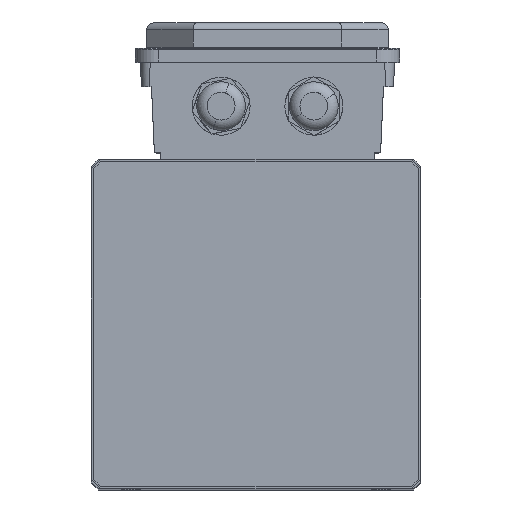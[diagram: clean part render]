
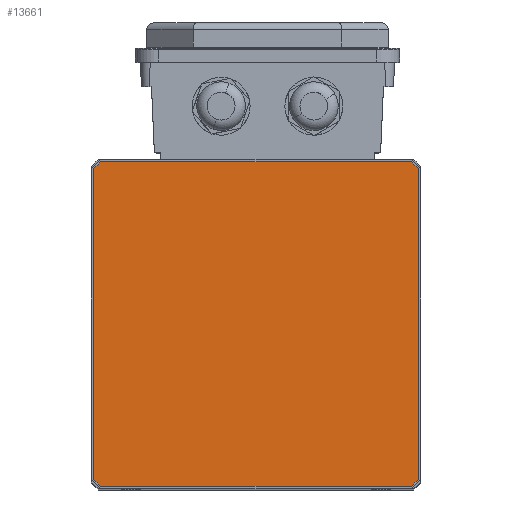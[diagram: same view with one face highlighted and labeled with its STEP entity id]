
A CAD part, top view. The second image highlights one B-rep face of the part: STEP entity #13661.
In plain terms, the highlighted face is planar.
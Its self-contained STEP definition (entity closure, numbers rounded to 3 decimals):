
#477 = VERTEX_POINT ( 'NONE', #6832 ) ;
#573 = DIRECTION ( 'NONE',  ( -0.707, -0.707, 0. ) ) ;
#656 = ORIENTED_EDGE ( 'NONE', *, *, #1082, .T. ) ;
#1082 = EDGE_CURVE ( 'NONE', #6705, #16028, #2002, .T. ) ;
#1277 = FACE_OUTER_BOUND ( 'NONE', #20422, .T. ) ;
#1298 = VECTOR ( 'NONE', #7059, 1000. ) ;
#1756 = CARTESIAN_POINT ( 'NONE',  ( -70., -70., -8. ) ) ;
#1761 = ORIENTED_EDGE ( 'NONE', *, *, #7766, .T. ) ;
#2002 = LINE ( 'NONE', #1756, #16163 ) ;
#2300 = VERTEX_POINT ( 'NONE', #18154 ) ;
#2691 = DIRECTION ( 'NONE',  ( 1., 0., 0. ) ) ;
#2744 = LINE ( 'NONE', #18608, #5995 ) ;
#3050 = DIRECTION ( 'NONE',  ( 0.707, 0.707, 0. ) ) ;
#4227 = DIRECTION ( 'NONE',  ( -1., 0., 0. ) ) ;
#4405 = DIRECTION ( 'NONE',  ( -0.707, 0.707, 0. ) ) ;
#4443 = ORIENTED_EDGE ( 'NONE', *, *, #17556, .T. ) ;
#5628 = VECTOR ( 'NONE', #2691, 1000. ) ;
#5995 = VECTOR ( 'NONE', #20699, 1000. ) ;
#6705 = VERTEX_POINT ( 'NONE', #13646 ) ;
#6832 = CARTESIAN_POINT ( 'NONE',  ( -67., 70., -8. ) ) ;
#6982 = EDGE_CURVE ( 'NONE', #11897, #8106, #2744, .T. ) ;
#7059 = DIRECTION ( 'NONE',  ( 0., -1., 0. ) ) ;
#7766 = EDGE_CURVE ( 'NONE', #477, #11897, #25719, .T. ) ;
#8106 = VERTEX_POINT ( 'NONE', #22825 ) ;
#8490 = DIRECTION ( 'NONE',  ( 1., 0., 0. ) ) ;
#9138 = CARTESIAN_POINT ( 'NONE',  ( 70., -70., -8. ) ) ;
#9381 = VERTEX_POINT ( 'NONE', #16649 ) ;
#9902 = VECTOR ( 'NONE', #3050, 1000. ) ;
#11152 = CARTESIAN_POINT ( 'NONE',  ( 67., -70., -8. ) ) ;
#11162 = CARTESIAN_POINT ( 'NONE',  ( 70., 70., -8. ) ) ;
#11251 = CARTESIAN_POINT ( 'NONE',  ( -70., 67., -8. ) ) ;
#11897 = VERTEX_POINT ( 'NONE', #17389 ) ;
#11907 = EDGE_CURVE ( 'NONE', #16028, #477, #15356, .T. ) ;
#12497 = AXIS2_PLACEMENT_3D ( 'NONE', #16890, #21099, #8490 ) ;
#12590 = PLANE ( 'NONE',  #12497 ) ;
#12599 = LINE ( 'NONE', #9138, #1298 ) ;
#12965 = CARTESIAN_POINT ( 'NONE',  ( -70., -67., -8. ) ) ;
#13078 = ORIENTED_EDGE ( 'NONE', *, *, #6982, .T. ) ;
#13291 = EDGE_CURVE ( 'NONE', #8106, #9381, #12599, .T. ) ;
#13646 = CARTESIAN_POINT ( 'NONE',  ( -70., -67., -8. ) ) ;
#13661 = ADVANCED_FACE ( 'NONE', ( #1277 ), #12590, .F. ) ;
#14020 = LINE ( 'NONE', #11152, #24453 ) ;
#14061 = LINE ( 'NONE', #12965, #18277 ) ;
#15356 = LINE ( 'NONE', #25785, #9902 ) ;
#15836 = EDGE_CURVE ( 'NONE', #20405, #6705, #14061, .T. ) ;
#16028 = VERTEX_POINT ( 'NONE', #11251 ) ;
#16163 = VECTOR ( 'NONE', #22655, 1000. ) ;
#16649 = CARTESIAN_POINT ( 'NONE',  ( 70., -67., -8. ) ) ;
#16890 = CARTESIAN_POINT ( 'NONE',  ( 0., 0., -8. ) ) ;
#17389 = CARTESIAN_POINT ( 'NONE',  ( 67., 70., -8. ) ) ;
#17556 = EDGE_CURVE ( 'NONE', #9381, #2300, #14020, .T. ) ;
#18154 = CARTESIAN_POINT ( 'NONE',  ( 67., -70., -8. ) ) ;
#18277 = VECTOR ( 'NONE', #4405, 1000. ) ;
#18608 = CARTESIAN_POINT ( 'NONE',  ( 70., 67., -8. ) ) ;
#19433 = VECTOR ( 'NONE', #4227, 1000. ) ;
#20405 = VERTEX_POINT ( 'NONE', #25351 ) ;
#20422 = EDGE_LOOP ( 'NONE', ( #25202, #4443, #26843, #21528, #656, #25634, #1761, #13078 ) ) ;
#20699 = DIRECTION ( 'NONE',  ( 0.707, -0.707, 0. ) ) ;
#20834 = CARTESIAN_POINT ( 'NONE',  ( 70., -70., -8. ) ) ;
#21099 = DIRECTION ( 'NONE',  ( 0., 0., 1. ) ) ;
#21528 = ORIENTED_EDGE ( 'NONE', *, *, #15836, .T. ) ;
#22655 = DIRECTION ( 'NONE',  ( 0., 1., 0. ) ) ;
#22825 = CARTESIAN_POINT ( 'NONE',  ( 70., 67., -8. ) ) ;
#23066 = EDGE_CURVE ( 'NONE', #2300, #20405, #25021, .T. ) ;
#24453 = VECTOR ( 'NONE', #573, 1000. ) ;
#25021 = LINE ( 'NONE', #20834, #19433 ) ;
#25202 = ORIENTED_EDGE ( 'NONE', *, *, #13291, .T. ) ;
#25351 = CARTESIAN_POINT ( 'NONE',  ( -67., -70., -8. ) ) ;
#25634 = ORIENTED_EDGE ( 'NONE', *, *, #11907, .T. ) ;
#25719 = LINE ( 'NONE', #11162, #5628 ) ;
#25785 = CARTESIAN_POINT ( 'NONE',  ( -67., 70., -8. ) ) ;
#26843 = ORIENTED_EDGE ( 'NONE', *, *, #23066, .T. ) ;
